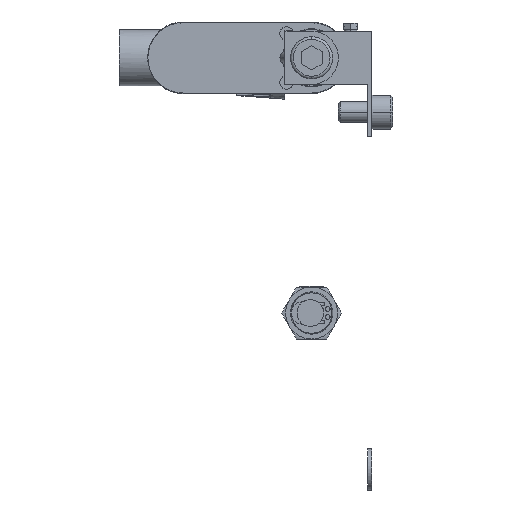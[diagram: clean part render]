
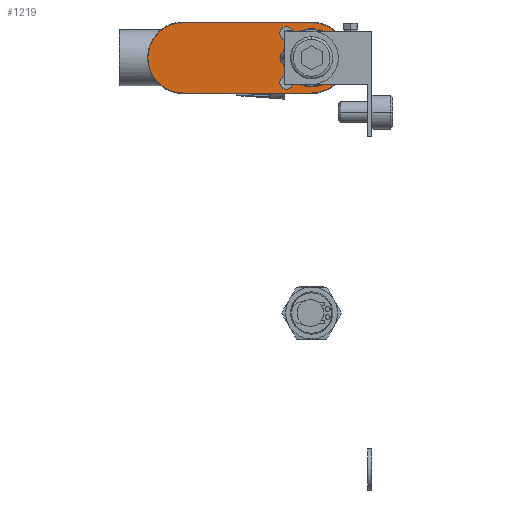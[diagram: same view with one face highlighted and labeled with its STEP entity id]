
A CAD part, left-side view. The second image highlights one B-rep face of the part: STEP entity #1219.
In plain terms, the highlighted face is planar.
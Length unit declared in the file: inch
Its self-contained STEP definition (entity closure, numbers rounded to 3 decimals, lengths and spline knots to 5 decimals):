
#186 = FACE_BOUND ( 'NONE', #6117, .T. ) ;
#475 = AXIS2_PLACEMENT_3D ( 'NONE', #8434, #3149, #9330 ) ;
#646 = ORIENTED_EDGE ( 'NONE', *, *, #8335, .T. ) ;
#702 = CARTESIAN_POINT ( 'NONE',  ( -1.2045, 0.58, 0.66038 ) ) ;
#803 = DIRECTION ( 'NONE',  ( 0., 0., 1. ) ) ;
#842 = EDGE_CURVE ( 'NONE', #9417, #3774, #9198, .T. ) ;
#917 = AXIS2_PLACEMENT_3D ( 'NONE', #9299, #3999, #10192 ) ;
#1115 = AXIS2_PLACEMENT_3D ( 'NONE', #3666, #3627, #8911 ) ;
#1132 = CARTESIAN_POINT ( 'NONE',  ( -1.2045, 0.58, 0.545 ) ) ;
#1219 = ADVANCED_FACE ( 'NONE', ( #4636, #186 ), #4514, .T. ) ;
#1386 = VECTOR ( 'NONE', #5358, 39.37008 ) ;
#1675 = ORIENTED_EDGE ( 'NONE', *, *, #2448, .T. ) ;
#2010 = EDGE_CURVE ( 'NONE', #7357, #5126, #10538, .T. ) ;
#2351 = DIRECTION ( 'NONE',  ( 0., 0., 1. ) ) ;
#2448 = EDGE_CURVE ( 'NONE', #8612, #7357, #4336, .T. ) ;
#2481 = ORIENTED_EDGE ( 'NONE', *, *, #3487, .T. ) ;
#2976 = AXIS2_PLACEMENT_3D ( 'NONE', #11437, #6146, #803 ) ;
#3006 = CIRCLE ( 'NONE', #2976, 0.545 ) ;
#3149 = DIRECTION ( 'NONE',  ( 0., 1., 0. ) ) ;
#3242 = ORIENTED_EDGE ( 'NONE', *, *, #9946, .F. ) ;
#3260 = CARTESIAN_POINT ( 'NONE',  ( -1.2045, 0.58, 0. ) ) ;
#3487 = EDGE_CURVE ( 'NONE', #9318, #8612, #3908, .T. ) ;
#3627 = DIRECTION ( 'NONE',  ( 0., 1., 0. ) ) ;
#3666 = CARTESIAN_POINT ( 'NONE',  ( -1.2045, 0.58, 0. ) ) ;
#3774 = VERTEX_POINT ( 'NONE', #5750 ) ;
#3908 = LINE ( 'NONE', #702, #8324 ) ;
#3999 = DIRECTION ( 'NONE',  ( 0., 1., 0. ) ) ;
#4336 = CIRCLE ( 'NONE', #917, 0.66038 ) ;
#4514 = PLANE ( 'NONE',  #1115 ) ;
#4636 = FACE_OUTER_BOUND ( 'NONE', #9278, .T. ) ;
#5126 = VERTEX_POINT ( 'NONE', #7805 ) ;
#5358 = DIRECTION ( 'NONE',  ( -1., 0., 0. ) ) ;
#5750 = CARTESIAN_POINT ( 'NONE',  ( -1.2045, 0.58, -0.545 ) ) ;
#6117 = EDGE_LOOP ( 'NONE', ( #7491, #3242 ) ) ;
#6146 = DIRECTION ( 'NONE',  ( 0., 1., 0. ) ) ;
#6331 = CARTESIAN_POINT ( 'NONE',  ( -1.2045, 0.58, 0.66038 ) ) ;
#7357 = VERTEX_POINT ( 'NONE', #10795 ) ;
#7491 = ORIENTED_EDGE ( 'NONE', *, *, #842, .F. ) ;
#7805 = CARTESIAN_POINT ( 'NONE',  ( -1.2045, 0.58, -0.66038 ) ) ;
#7817 = DIRECTION ( 'NONE',  ( 1., 0., 0. ) ) ;
#7941 = CARTESIAN_POINT ( 'NONE',  ( 1.2045, 0.58, 0.66038 ) ) ;
#8324 = VECTOR ( 'NONE', #7817, 39.37008 ) ;
#8335 = EDGE_CURVE ( 'NONE', #5126, #9318, #9400, .T. ) ;
#8434 = CARTESIAN_POINT ( 'NONE',  ( -1.2045, 0.58, 0. ) ) ;
#8546 = DIRECTION ( 'NONE',  ( 0., 1., 0. ) ) ;
#8612 = VERTEX_POINT ( 'NONE', #7941 ) ;
#8911 = DIRECTION ( 'NONE',  ( 0., 0., 1. ) ) ;
#9198 = CIRCLE ( 'NONE', #11041, 0.545 ) ;
#9278 = EDGE_LOOP ( 'NONE', ( #646, #2481, #1675, #10699 ) ) ;
#9299 = CARTESIAN_POINT ( 'NONE',  ( 1.2045, 0.58, 0. ) ) ;
#9318 = VERTEX_POINT ( 'NONE', #6331 ) ;
#9330 = DIRECTION ( 'NONE',  ( 0., 0., 1. ) ) ;
#9400 = CIRCLE ( 'NONE', #475, 0.66038 ) ;
#9417 = VERTEX_POINT ( 'NONE', #1132 ) ;
#9775 = CARTESIAN_POINT ( 'NONE',  ( -1.2045, 0.58, -0.66038 ) ) ;
#9946 = EDGE_CURVE ( 'NONE', #3774, #9417, #3006, .T. ) ;
#10192 = DIRECTION ( 'NONE',  ( 0., 0., 1. ) ) ;
#10538 = LINE ( 'NONE', #9775, #1386 ) ;
#10699 = ORIENTED_EDGE ( 'NONE', *, *, #2010, .T. ) ;
#10795 = CARTESIAN_POINT ( 'NONE',  ( 1.2045, 0.58, -0.66038 ) ) ;
#11041 = AXIS2_PLACEMENT_3D ( 'NONE', #3260, #8546, #2351 ) ;
#11437 = CARTESIAN_POINT ( 'NONE',  ( -1.2045, 0.58, 0. ) ) ;
